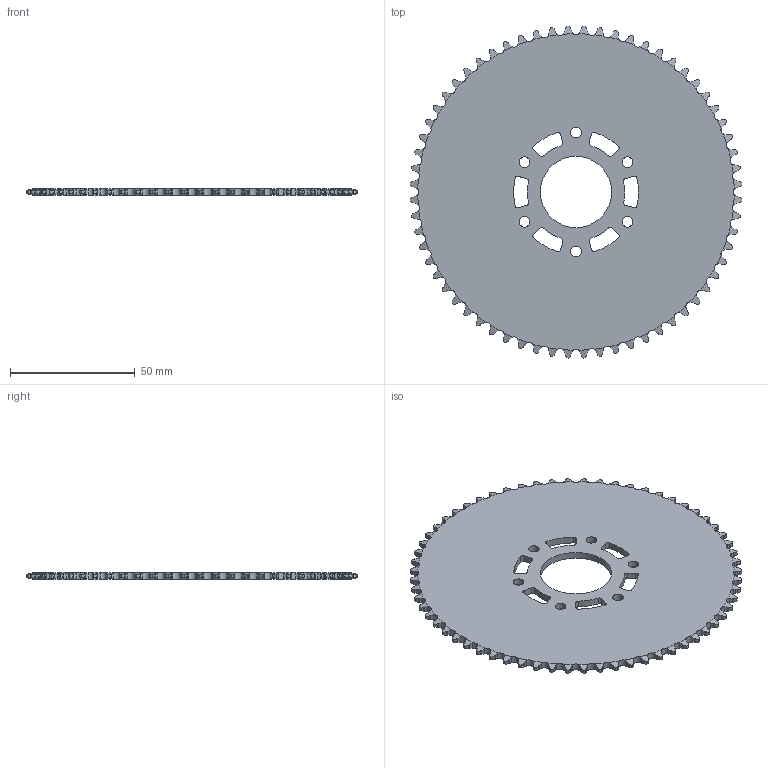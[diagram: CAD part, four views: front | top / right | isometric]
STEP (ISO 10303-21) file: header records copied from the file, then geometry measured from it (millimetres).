
FILE_DESCRIPTION (( 'STEP AP203' ), '1' );
FILE_NAME ('217-2629.20121204.STEP', '2012-12-04T23:42:31', ( 'svradm' ), ( 'Microsoft' ), 'SwSTEP 2.0', 'SolidWorks 2012', '' );
FILE_SCHEMA (( 'CONFIG_CONTROL_DESIGN' ));
Length unit declared in the file: inch
Products named in the file (1): 217-2629.20121204
Bounding box: 132.92 x 132.92 x 2.79 mm (x, y, z)
Volume: 33064.1 mm3; surface area: 26361.5 mm2
Topology: 1 solids, 1 shells, 747 faces, 2235 edges, 1490 vertices
Faces by surface type: cylinder 477, plane 142, cone 128
Entity records: 26846 total; most frequent: CARTESIAN_POINT 8189, ORIENTED_EDGE 4470, DIRECTION 3189, EDGE_CURVE 2235, VERTEX_POINT 1490, AXIS2_PLACEMENT_3D 1274, B_SPLINE_CURVE_WITH_KNOTS 1068, EDGE_LOOP 773
